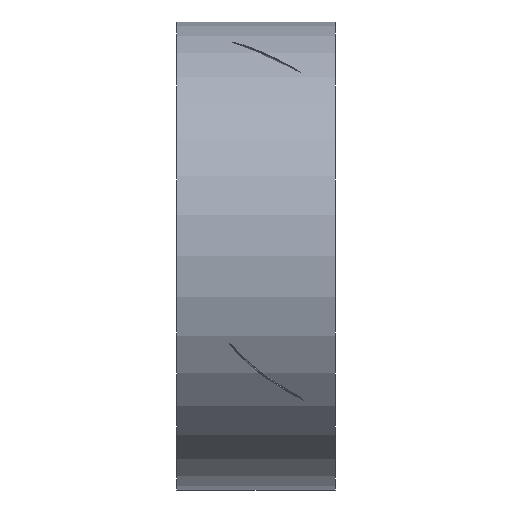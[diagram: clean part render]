
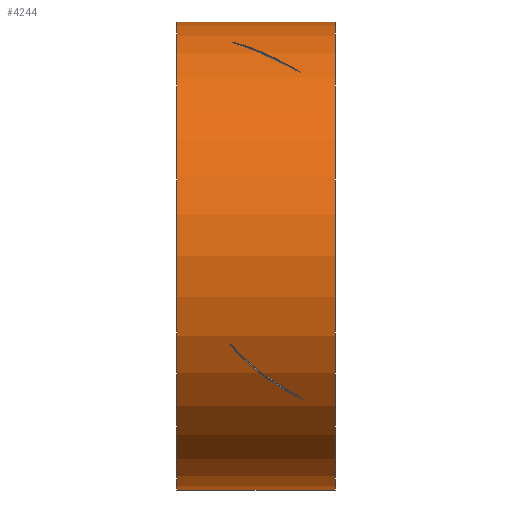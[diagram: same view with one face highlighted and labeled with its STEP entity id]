
A CAD part, left-side view. The second image highlights one B-rep face of the part: STEP entity #4244.
In plain terms, the highlighted cylindrical face has radius 225 mm (diameter 450 mm), a partial arc.
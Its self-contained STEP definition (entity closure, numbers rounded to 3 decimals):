
#4193=CARTESIAN_POINT('',(0.,102.,0.));
#4194=DIRECTION('',(0.,1.,0.));
#4195=DIRECTION('',(0.,0.,-1.));
#4196=AXIS2_PLACEMENT_3D('',#4193,#4194,#4195);
#4198=CARTESIAN_POINT('',(0.,-50.,0.));
#4199=DIRECTION('',(0.,-1.,0.));
#4200=DIRECTION('',(0.,0.,1.));
#4201=AXIS2_PLACEMENT_3D('',#4198,#4199,#4200);
#4208=DIRECTION('',(0.,-1.,0.));
#4209=VECTOR('',#4208,152.);
#4210=CARTESIAN_POINT('',(0.,102.,-225.));
#4211=LINE('',#4210,#4209);
#4217=DIRECTION('',(0.,1.,0.));
#4218=VECTOR('',#4217,152.);
#4219=CARTESIAN_POINT('',(0.,-50.,225.));
#4220=LINE('',#4219,#4218);
#4221=CARTESIAN_POINT('',(0.,102.,-225.));
#4222=CARTESIAN_POINT('',(0.,102.,225.));
#4223=VERTEX_POINT('',#4221);
#4224=VERTEX_POINT('',#4222);
#4225=CARTESIAN_POINT('',(0.,-50.,225.));
#4226=CARTESIAN_POINT('',(0.,-50.,-225.));
#4227=VERTEX_POINT('',#4225);
#4228=VERTEX_POINT('',#4226);
#4229=CARTESIAN_POINT('',(0.,105.04,0.));
#4230=DIRECTION('',(0.,-1.,0.));
#4231=DIRECTION('',(0.,0.,-1.));
#4232=AXIS2_PLACEMENT_3D('',#4229,#4230,#4231);
#4233=CYLINDRICAL_SURFACE('',#4232,225.);
#4235=ORIENTED_EDGE('',*,*,#4234,.T.);
#4237=ORIENTED_EDGE('',*,*,#4236,.F.);
#4239=ORIENTED_EDGE('',*,*,#4238,.T.);
#4241=ORIENTED_EDGE('',*,*,#4240,.F.);
#4242=EDGE_LOOP('',(#4235,#4237,#4239,#4241));
#4243=FACE_OUTER_BOUND('',#4242,.F.);
#4244=ADVANCED_FACE('',(#4243),#4233,.T.);
#4197=CIRCLE('',#4196,225.);
#4202=CIRCLE('',#4201,225.);
#4234=EDGE_CURVE('',#4223,#4224,#4197,.T.);
#4236=EDGE_CURVE('',#4227,#4224,#4220,.T.);
#4238=EDGE_CURVE('',#4227,#4228,#4202,.T.);
#4240=EDGE_CURVE('',#4223,#4228,#4211,.T.);
